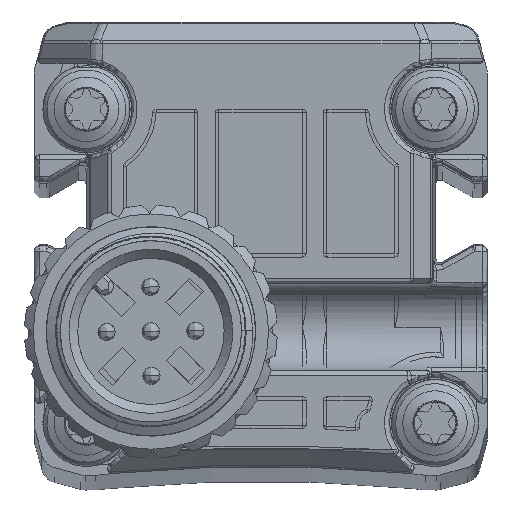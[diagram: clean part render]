
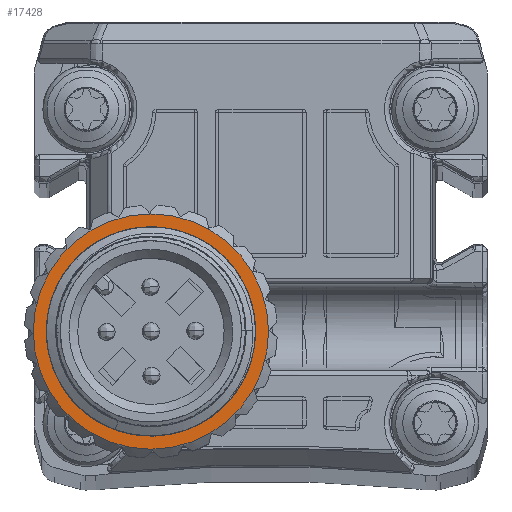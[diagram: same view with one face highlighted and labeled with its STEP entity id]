
A CAD part, top view. The second image highlights one B-rep face of the part: STEP entity #17428.
In plain terms, the highlighted planar face has unit normal (0, 0, 1).
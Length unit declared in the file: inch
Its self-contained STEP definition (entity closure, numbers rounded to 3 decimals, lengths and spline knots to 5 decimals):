
#1938 = EDGE_CURVE ( 'NONE', #59532, #59532, #59354, .T. ) ;
#3959 = EDGE_CURVE ( 'NONE', #24257, #16618, #32058, .T. ) ;
#5919 = CARTESIAN_POINT ( 'NONE',  ( -0.51378, 0.3189, 22.24803 ) ) ;
#9537 = DIRECTION ( 'NONE',  ( -1., 0., 0. ) ) ;
#11372 = CARTESIAN_POINT ( 'NONE',  ( -0.24803, 0.3189, 22.24803 ) ) ;
#11531 = AXIS2_PLACEMENT_3D ( 'NONE', #33964, #75338, #9537 ) ;
#11959 = ORIENTED_EDGE ( 'NONE', *, *, #1938, .F. ) ;
#14808 = CARTESIAN_POINT ( 'NONE',  ( -0.24432, 0.08283, 22.24803 ) ) ;
#16618 = VERTEX_POINT ( 'NONE', #69527 ) ;
#17428 = ADVANCED_FACE ( 'NONE', ( #42192, #52409 ), #65759, .F. ) ;
#21798 = EDGE_LOOP ( 'NONE', ( #61467, #56665 ) ) ;
#24257 = VERTEX_POINT ( 'NONE', #39107 ) ;
#25853 = CARTESIAN_POINT ( 'NONE',  ( -0.24087, 0.08289, 22.24803 ) ) ;
#31394 = CARTESIAN_POINT ( 'NONE',  ( -0.24269, 0.08294, 22.24803 ) ) ;
#32058 = B_SPLINE_CURVE_WITH_KNOTS ( 'NONE', 3,
 ( #74300, #61702, #25853, #44032, #31394, #55041, #37687, #67226, #14808, #62458, #43645 ),
 .UNSPECIFIED., .F., .F.,
 ( 4, 2, 1, 2, 2, 4 ),
 ( 0., 0.5, 0.625, 0.6875, 0.75, 1. ),
 .UNSPECIFIED. ) ;
#33964 = CARTESIAN_POINT ( 'NONE',  ( -0.24803, 0.3189, 22.24803 ) ) ;
#34920 = AXIS2_PLACEMENT_3D ( 'NONE', #11372, #59456, #46487 ) ;
#37687 = CARTESIAN_POINT ( 'NONE',  ( -0.24332, 0.08291, 22.24803 ) ) ;
#38159 = AXIS2_PLACEMENT_3D ( 'NONE', #76410, #77989, #40992 ) ;
#39107 = CARTESIAN_POINT ( 'NONE',  ( -0.23876, 0.08286, 22.24803 ) ) ;
#40992 = DIRECTION ( 'NONE',  ( -1., 0., 0. ) ) ;
#42059 = EDGE_LOOP ( 'NONE', ( #11959 ) ) ;
#42192 = FACE_BOUND ( 'NONE', #21798, .T. ) ;
#43645 = CARTESIAN_POINT ( 'NONE',  ( -0.24507, 0.08277, 22.24798 ) ) ;
#44032 = CARTESIAN_POINT ( 'NONE',  ( -0.24229, 0.08293, 22.24803 ) ) ;
#46487 = DIRECTION ( 'NONE',  ( -1., 0., 0. ) ) ;
#52409 = FACE_OUTER_BOUND ( 'NONE', #42059, .T. ) ;
#55041 = CARTESIAN_POINT ( 'NONE',  ( -0.24307, 0.08292, 22.24803 ) ) ;
#56665 = ORIENTED_EDGE ( 'NONE', *, *, #3959, .T. ) ;
#59354 = CIRCLE ( 'NONE', #11531, 0.26575 ) ;
#59456 = DIRECTION ( 'NONE',  ( 0., 0., 1. ) ) ;
#59532 = VERTEX_POINT ( 'NONE', #5919 ) ;
#61467 = ORIENTED_EDGE ( 'NONE', *, *, #65745, .F. ) ;
#61702 = CARTESIAN_POINT ( 'NONE',  ( -0.23974, 0.08287, 22.24803 ) ) ;
#62458 = CARTESIAN_POINT ( 'NONE',  ( -0.24482, 0.0828, 22.24803 ) ) ;
#65745 = EDGE_CURVE ( 'NONE', #24257, #16618, #70163, .T. ) ;
#65759 = PLANE ( 'NONE',  #38159 ) ;
#67226 = CARTESIAN_POINT ( 'NONE',  ( -0.24337, 0.08291, 22.24803 ) ) ;
#69527 = CARTESIAN_POINT ( 'NONE',  ( -0.24507, 0.08277, 22.24798 ) ) ;
#70163 = CIRCLE ( 'NONE', #34920, 0.23622 ) ;
#74300 = CARTESIAN_POINT ( 'NONE',  ( -0.23876, 0.08286, 22.24803 ) ) ;
#75338 = DIRECTION ( 'NONE',  ( 0., 0., -1. ) ) ;
#76410 = CARTESIAN_POINT ( 'NONE',  ( -0.24803, 0.3189, 22.24803 ) ) ;
#77989 = DIRECTION ( 'NONE',  ( 0., 0., -1. ) ) ;
